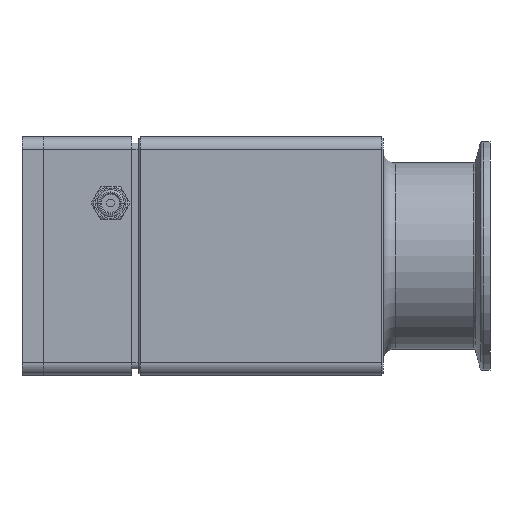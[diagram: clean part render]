
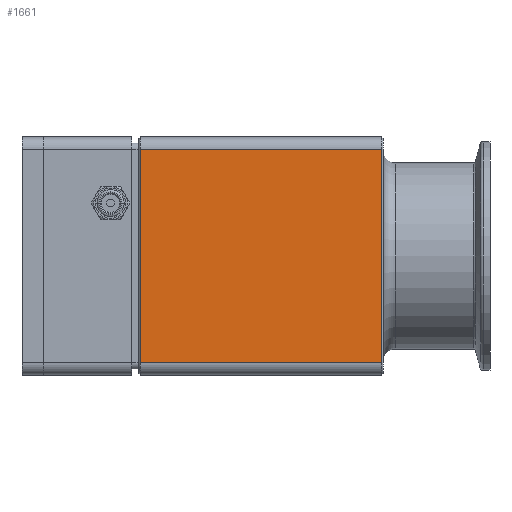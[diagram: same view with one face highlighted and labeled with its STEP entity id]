
A CAD part, left-side view. The second image highlights one B-rep face of the part: STEP entity #1661.
In plain terms, the highlighted planar face has unit normal (-1, 0, 0).
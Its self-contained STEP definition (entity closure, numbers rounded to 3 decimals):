
#921=LINE('',#13368,#1275);
#936=LINE('',#13415,#1290);
#995=LINE('',#13905,#1349);
#996=LINE('',#13906,#1350);
#1275=VECTOR('',#7577,1.);
#1290=VECTOR('',#7624,1.);
#1349=VECTOR('',#7967,1.);
#1350=VECTOR('',#7968,1.);
#1661=ADVANCED_FACE('NONE',(#2107),#1885,.T.);
#1885=PLANE('',#6632);
#2107=FACE_OUTER_BOUND('',#2486,.T.);
#2486=EDGE_LOOP('',(#3654,#3655,#3656,#3657));
#3654=ORIENTED_EDGE('',*,*,#5586,.T.);
#3655=ORIENTED_EDGE('',*,*,#5429,.T.);
#3656=ORIENTED_EDGE('',*,*,#5587,.F.);
#3657=ORIENTED_EDGE('',*,*,#5406,.T.);
#4721=VERTEX_POINT('',#13353);
#4725=VERTEX_POINT('',#13365);
#4738=VERTEX_POINT('',#13402);
#4742=VERTEX_POINT('',#13414);
#5406=EDGE_CURVE('NONE',#4725,#4721,#921,.T.);
#5429=EDGE_CURVE('NONE',#4738,#4742,#936,.T.);
#5586=EDGE_CURVE('NONE',#4721,#4738,#995,.T.);
#5587=EDGE_CURVE('NONE',#4725,#4742,#996,.T.);
#6632=AXIS2_PLACEMENT_3D('',#13907,#7969,#7970);
#7577=DIRECTION('',(0.,0.,-1.));
#7624=DIRECTION('',(0.,0.,1.));
#7967=DIRECTION('',(0.,-1.,0.));
#7968=DIRECTION('',(0.,-1.,0.));
#7969=DIRECTION('',(-1.,0.,0.));
#7970=DIRECTION('',(0.,0.,1.));
#13353=CARTESIAN_POINT('',(-39.,79.5,-35.));
#13365=CARTESIAN_POINT('',(-39.,79.5,35.));
#13368=CARTESIAN_POINT('',(-39.,79.5,0.));
#13402=CARTESIAN_POINT('',(-39.,0.5,-35.));
#13414=CARTESIAN_POINT('',(-39.,0.5,35.));
#13415=CARTESIAN_POINT('',(-39.,0.5,35.));
#13905=CARTESIAN_POINT('',(-39.,80.,-35.));
#13906=CARTESIAN_POINT('',(-39.,80.,35.));
#13907=CARTESIAN_POINT('',(-39.,80.,0.));
